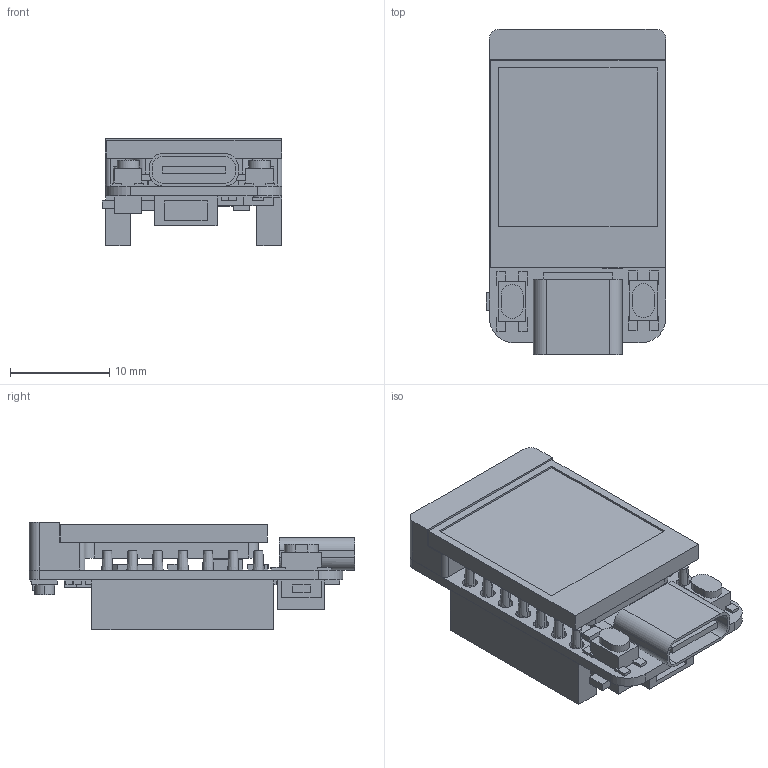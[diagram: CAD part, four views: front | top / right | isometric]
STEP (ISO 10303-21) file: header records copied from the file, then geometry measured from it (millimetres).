
FILE_DESCRIPTION((''),'2;1');
FILE_NAME('T-QT_SHELL09_ASM','2023-11-23T10:13:23',('HR'),(''),'CREO PARAMETRIC BY PTC INC, 2019010','CREO PARAMETRIC BY PTC INC, 2019010','');
FILE_SCHEMA(('AUTOMOTIVE_DESIGN { 1 0 10303 214 1 1 1 1 }'));
Length unit declared in the file: millimetre
Products named in the file (6): T_Q1T-PCB; 050_T_Q1T-PMMA-COV5; T-Q1T-LCD; T_Q1T-PCB_ASM; T_Q1T-PCB-00; T-QT_SHELL09_ASM
Assembly tree (5 placements, depth 3):
  T-QT_SHELL09_ASM
    T_Q1T-PCB_ASM
      T_Q1T-PCB
      050_T_Q1T-PMMA-COV5
      T-Q1T-LCD
    T_Q1T-PCB-00
Bounding box: 18.14 x 32.8 x 10.8 mm (x, y, z)
Volume: 3474.1 mm3; surface area: 6212.2 mm2
Topology: 4 solids, 4 shells, 814 faces, 2178 edges, 1432 vertices
Faces by surface type: plane 680, cylinder 106, cone 28
Entity records: 26235 total; most frequent: CARTESIAN_POINT 4901, ORIENTED_EDGE 4356, DIRECTION 4050, EDGE_CURVE 2178, VECTOR 1738, LINE 1738, VERTEX_POINT 1432, AXIS2_PLACEMENT_3D 1156
